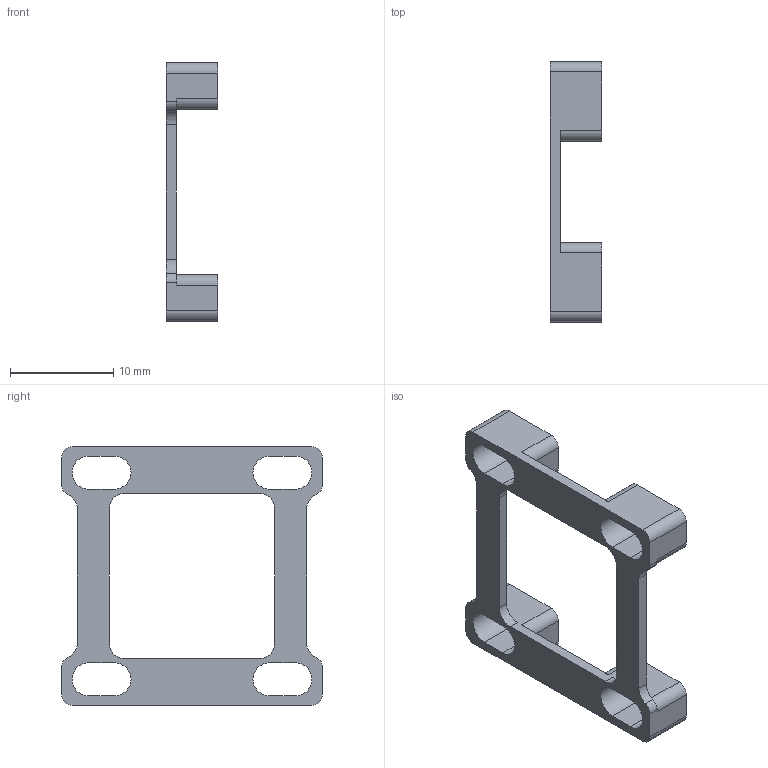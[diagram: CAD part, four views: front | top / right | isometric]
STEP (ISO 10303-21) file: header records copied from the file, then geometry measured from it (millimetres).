
FILE_DESCRIPTION(/* description */ (''),/* implementation_level */ '2;1');
FILE_NAME(/* name */ 'y back spacer.step',/* time_stamp */ '2022-10-11T11:33:55-04:00',/* author */ (''),/* organization */ (''),/* preprocessor_version */ 'ST-DEVELOPER v19',/* originating_system */ 'Autodesk Translation Framework v11.7.0.108',/* authorisation */ '');
FILE_SCHEMA (('AUTOMOTIVE_DESIGN { 1 0 10303 214 3 1 1 }'));
Length unit declared in the file: millimetre
Products named in the file (1): back spacer
Bounding box: 5 x 25.21 x 25 mm (x, y, z)
Volume: 548.6 mm3; surface area: 1355.7 mm2
Topology: 1 solids, 1 shells, 69 faces, 204 edges, 136 vertices
Faces by surface type: cylinder 36, plane 33
Entity records: 2383 total; most frequent: DIRECTION 416, CARTESIAN_POINT 410, ORIENTED_EDGE 408, EDGE_CURVE 204, AXIS2_PLACEMENT_3D 142, VERTEX_POINT 136, LINE 132, VECTOR 132
